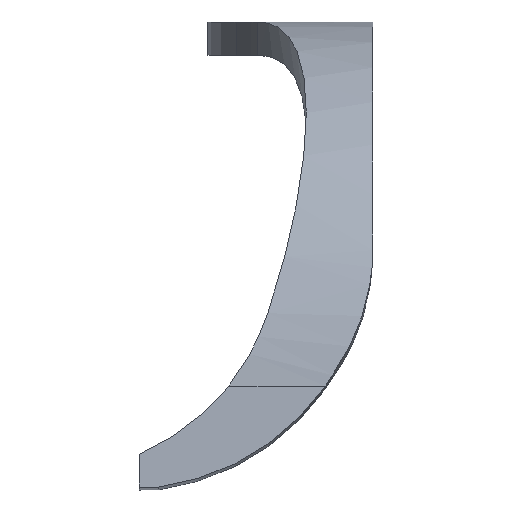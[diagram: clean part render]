
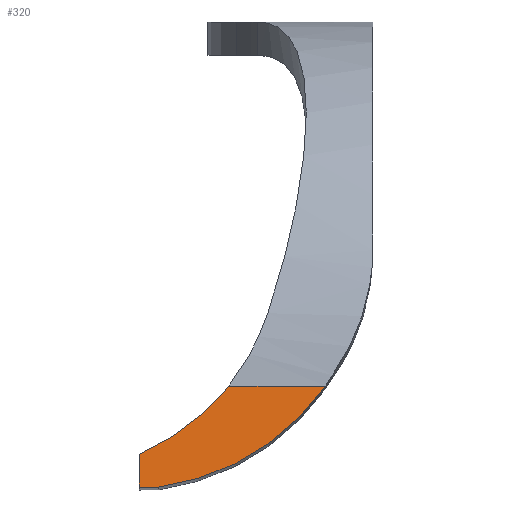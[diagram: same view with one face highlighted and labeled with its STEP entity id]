
A CAD part, front view. The second image highlights one B-rep face of the part: STEP entity #320.
In plain terms, the highlighted planar face has unit normal (0, -0.996, 0.087).
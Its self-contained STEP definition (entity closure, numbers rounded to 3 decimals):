
#5 = DIRECTION ( 'NONE',  ( 1., 0., 0. ) ) ;
#7 = ORIENTED_EDGE ( 'NONE', *, *, #804, .F. ) ;
#17 = ORIENTED_EDGE ( 'NONE', *, *, #575, .F. ) ;
#28 = ORIENTED_EDGE ( 'NONE', *, *, #683, .F. ) ;
#44 = ORIENTED_EDGE ( 'NONE', *, *, #965, .F. ) ;
#57 = ORIENTED_EDGE ( 'NONE', *, *, #747, .T. ) ;
#64 = CARTESIAN_POINT ( 'NONE',  ( 0., -28.478, 59.052 ) ) ;
#68 = CARTESIAN_POINT ( 'NONE',  ( -14.789, -31.844, 20.573 ) ) ;
#88 = EDGE_LOOP ( 'NONE', ( #7, #17, #28, #44, #57 ) ) ;
#94 = VERTEX_POINT ( 'NONE', #295 ) ;
#134 = PLANE ( 'NONE',  #480 ) ;
#140 = AXIS2_PLACEMENT_3D ( 'NONE', #705, #169, #801 ) ;
#169 = DIRECTION ( 'NONE',  ( 0., -0.996, 0.087 ) ) ;
#295 = CARTESIAN_POINT ( 'NONE',  ( -24., -32.753, 10.183 ) ) ;
#320 = ADVANCED_FACE ( 'NONE', ( #433 ), #134, .F. ) ;
#422 = CARTESIAN_POINT ( 'NONE',  ( -24., -32.457, 13.57 ) ) ;
#433 = FACE_OUTER_BOUND ( 'NONE', #88, .T. ) ;
#435 = CARTESIAN_POINT ( 'NONE',  ( -24., -28.478, 59.052 ) ) ;
#480 = AXIS2_PLACEMENT_3D ( 'NONE', #64, #955, #876 ) ;
#491 = DIRECTION ( 'NONE',  ( 1., 0., 0. ) ) ;
#495 = CARTESIAN_POINT ( 'NONE',  ( -25.351, -30.594, 34.863 ) ) ;
#508 = AXIS2_PLACEMENT_3D ( 'NONE', #495, #1075, #586 ) ;
#517 = DIRECTION ( 'NONE',  ( 0., 0.087, 0.996 ) ) ;
#575 = EDGE_CURVE ( 'NONE', #957, #944, #811, .T. ) ;
#584 = VECTOR ( 'NONE', #517, 1000. ) ;
#586 = DIRECTION ( 'NONE',  ( 0., 0.087, 0.996 ) ) ;
#609 = CARTESIAN_POINT ( 'NONE',  ( 0., -31.844, 20.573 ) ) ;
#619 = LINE ( 'NONE', #435, #584 ) ;
#683 = EDGE_CURVE ( 'NONE', #928, #957, #796, .T. ) ;
#686 = CARTESIAN_POINT ( 'NONE',  ( -22., -32.753, 10.183 ) ) ;
#705 = CARTESIAN_POINT ( 'NONE',  ( -33.525, -30.537, 35.515 ) ) ;
#738 = CIRCLE ( 'NONE', #508, 25. ) ;
#747 = EDGE_CURVE ( 'NONE', #94, #1023, #757, .T. ) ;
#757 = LINE ( 'NONE', #828, #771 ) ;
#771 = VECTOR ( 'NONE', #491, 1000. ) ;
#796 = CIRCLE ( 'NONE', #140, 24. ) ;
#801 = DIRECTION ( 'NONE',  ( -1., 0., 0. ) ) ;
#804 = EDGE_CURVE ( 'NONE', #944, #1023, #738, .T. ) ;
#809 = VECTOR ( 'NONE', #5, 1000. ) ;
#811 = LINE ( 'NONE', #609, #809 ) ;
#828 = CARTESIAN_POINT ( 'NONE',  ( 0., -32.753, 10.183 ) ) ;
#876 = DIRECTION ( 'NONE',  ( 0., 0.087, 0.996 ) ) ;
#928 = VERTEX_POINT ( 'NONE', #422 ) ;
#937 = CARTESIAN_POINT ( 'NONE',  ( -4.875, -31.844, 20.573 ) ) ;
#944 = VERTEX_POINT ( 'NONE', #937 ) ;
#955 = DIRECTION ( 'NONE',  ( 0., 0.996, -0.087 ) ) ;
#957 = VERTEX_POINT ( 'NONE', #68 ) ;
#965 = EDGE_CURVE ( 'NONE', #94, #928, #619, .T. ) ;
#1023 = VERTEX_POINT ( 'NONE', #686 ) ;
#1075 = DIRECTION ( 'NONE',  ( 0., 0.996, -0.087 ) ) ;
